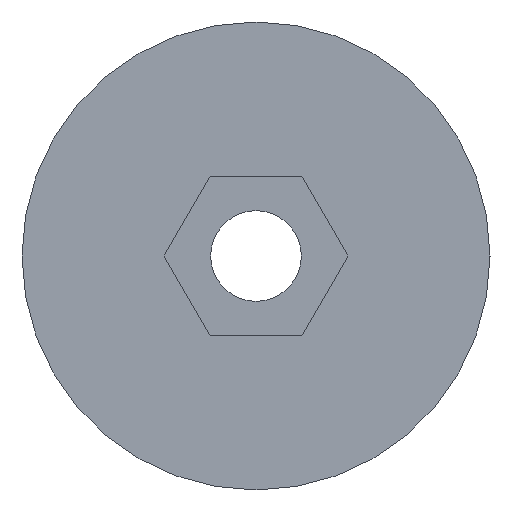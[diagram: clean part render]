
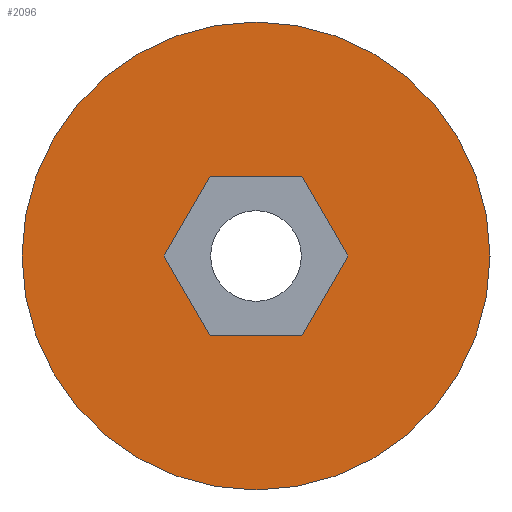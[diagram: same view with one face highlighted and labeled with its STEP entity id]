
A CAD part, left-side view. The second image highlights one B-rep face of the part: STEP entity #2096.
In plain terms, the highlighted planar face has unit normal (-1, 0, 0).
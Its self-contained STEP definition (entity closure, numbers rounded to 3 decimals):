
#14=CARTESIAN_POINT('',(0.,0.,0.));
#15=DIRECTION('',(-1.,0.,0.));
#16=DIRECTION('',(0.,1.,0.));
#17=AXIS2_PLACEMENT_3D('',#14,#15,#16);
#19=CARTESIAN_POINT('',(0.,0.,0.));
#20=DIRECTION('',(-1.,0.,0.));
#21=DIRECTION('',(0.,-1.,0.));
#22=AXIS2_PLACEMENT_3D('',#19,#20,#21);
#24=DIRECTION('',(0.,-0.5,0.866));
#25=VECTOR('',#24,0.924);
#26=CARTESIAN_POINT('',(0.,0.924,0.));
#27=LINE('',#26,#25);
#28=DIRECTION('',(0.,0.5,0.866));
#29=VECTOR('',#28,0.924);
#30=CARTESIAN_POINT('',(0.,0.462,-0.8));
#31=LINE('',#30,#29);
#32=DIRECTION('',(0.,1.,0.));
#33=VECTOR('',#32,0.924);
#34=CARTESIAN_POINT('',(0.,-0.462,-0.8));
#35=LINE('',#34,#33);
#36=DIRECTION('',(0.,0.5,-0.866));
#37=VECTOR('',#36,0.924);
#38=CARTESIAN_POINT('',(0.,-0.924,0.));
#39=LINE('',#38,#37);
#40=DIRECTION('',(0.,-0.5,-0.866));
#41=VECTOR('',#40,0.924);
#42=CARTESIAN_POINT('',(0.,-0.462,0.8));
#43=LINE('',#42,#41);
#44=DIRECTION('',(0.,-1.,0.));
#45=VECTOR('',#44,0.924);
#46=CARTESIAN_POINT('',(0.,0.462,0.8));
#47=LINE('',#46,#45);
#2036=CARTESIAN_POINT('',(0.,0.924,0.));
#2037=CARTESIAN_POINT('',(0.,0.462,0.8));
#2038=VERTEX_POINT('',#2036);
#2039=VERTEX_POINT('',#2037);
#2040=CARTESIAN_POINT('',(0.,-0.462,0.8));
#2041=VERTEX_POINT('',#2040);
#2042=CARTESIAN_POINT('',(0.,-0.924,0.));
#2043=VERTEX_POINT('',#2042);
#2044=CARTESIAN_POINT('',(0.,-0.462,-0.8));
#2045=VERTEX_POINT('',#2044);
#2046=CARTESIAN_POINT('',(0.,0.462,-0.8));
#2047=VERTEX_POINT('',#2046);
#2063=CARTESIAN_POINT('',(0.,2.35,0.));
#2064=CARTESIAN_POINT('',(0.,-2.35,0.));
#2065=VERTEX_POINT('',#2063);
#2066=VERTEX_POINT('',#2064);
#2071=CARTESIAN_POINT('',(0.,0.,0.));
#2072=DIRECTION('',(1.,0.,0.));
#2073=DIRECTION('',(0.,-1.,0.));
#2074=AXIS2_PLACEMENT_3D('',#2071,#2072,#2073);
#2075=PLANE('',#2074);
#2077=ORIENTED_EDGE('',*,*,#2076,.F.);
#2079=ORIENTED_EDGE('',*,*,#2078,.F.);
#2080=EDGE_LOOP('',(#2077,#2079));
#2081=FACE_OUTER_BOUND('',#2080,.F.);
#2083=ORIENTED_EDGE('',*,*,#2082,.F.);
#2085=ORIENTED_EDGE('',*,*,#2084,.F.);
#2087=ORIENTED_EDGE('',*,*,#2086,.F.);
#2089=ORIENTED_EDGE('',*,*,#2088,.F.);
#2091=ORIENTED_EDGE('',*,*,#2090,.F.);
#2093=ORIENTED_EDGE('',*,*,#2092,.F.);
#2094=EDGE_LOOP('',(#2083,#2085,#2087,#2089,#2091,#2093));
#2095=FACE_BOUND('',#2094,.F.);
#18=CIRCLE('',#17,2.35);
#23=CIRCLE('',#22,2.35);
#2076=EDGE_CURVE('',#2065,#2066,#18,.T.);
#2078=EDGE_CURVE('',#2066,#2065,#23,.T.);
#2082=EDGE_CURVE('',#2038,#2039,#27,.T.);
#2084=EDGE_CURVE('',#2047,#2038,#31,.T.);
#2086=EDGE_CURVE('',#2045,#2047,#35,.T.);
#2088=EDGE_CURVE('',#2043,#2045,#39,.T.);
#2090=EDGE_CURVE('',#2041,#2043,#43,.T.);
#2092=EDGE_CURVE('',#2039,#2041,#47,.T.);
#2096=ADVANCED_FACE('',(#2081,#2095),#2075,.F.);
